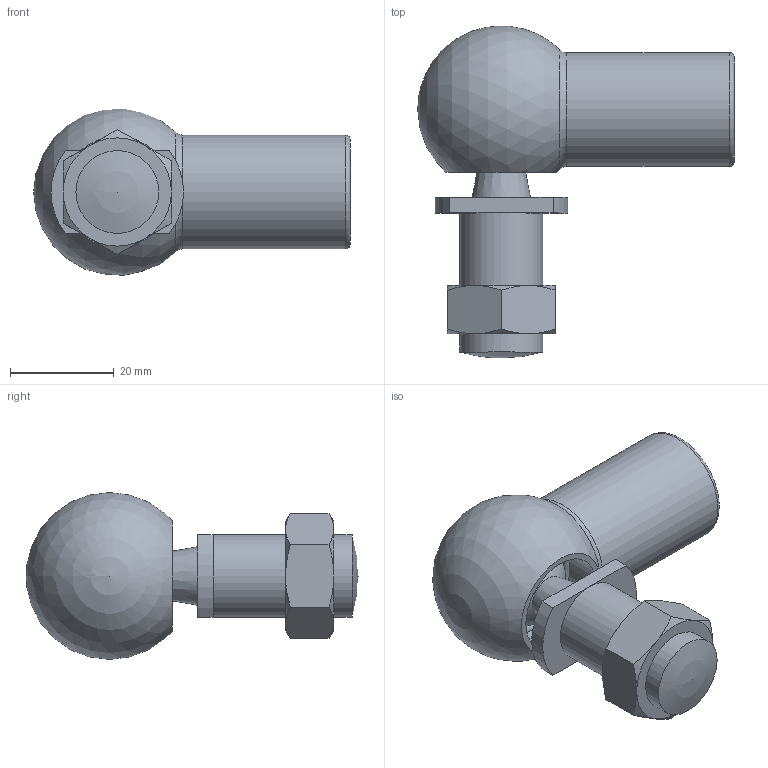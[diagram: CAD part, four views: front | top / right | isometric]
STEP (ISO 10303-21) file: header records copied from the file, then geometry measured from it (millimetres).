
FILE_DESCRIPTION( ( 'STEP AP214' ), '1' );
FILE_NAME( 'K0734.1916_0_C.stp', '2020-12-09T14:50:48', ( '' ), ( '' ), ' ', 'PARTsolutions', ' ' );
FILE_SCHEMA( ( 'AUTOMOTIVE_DESIGN { 1 0 10303 214 1 1 1 1 }' ) );
Length unit declared in the file: millimetre
Products named in the file (1): _K0734.1916_0_C
Bounding box: 61.15 x 64.14 x 32.22 mm (x, y, z)
Volume: 31797.2 mm3; surface area: 10519.1 mm2
Topology: 1 solids, 3 shells, 48 faces, 108 edges, 66 vertices
Faces by surface type: plane 16, cone 15, cylinder 8, sphere 5, torus 4
Full cylindrical faces by diameter (mm): 13.835 x1, 16 x2, 19 x2, 22 x1
Entity records: 1632 total; most frequent: CARTESIAN_POINT 321, DIRECTION 190, ORIENTED_EDGE 156, AXIS2_PLACEMENT_3D 87, EDGE_CURVE 78, EDGE_LOOP 68, FACE_OUTER_BOUND 60, VERTEX_POINT 58
